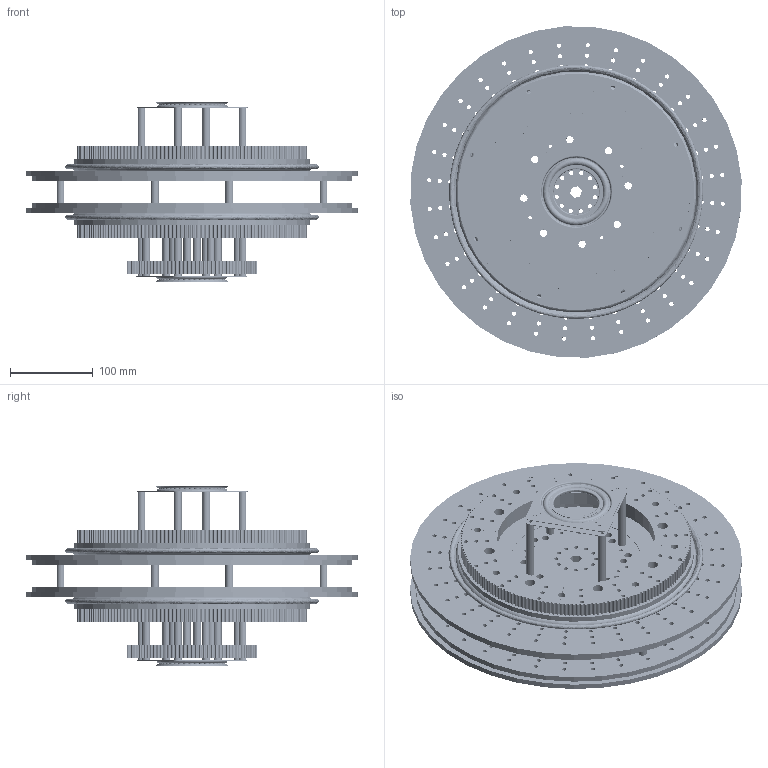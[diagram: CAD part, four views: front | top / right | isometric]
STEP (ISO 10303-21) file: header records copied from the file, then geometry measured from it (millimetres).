
FILE_DESCRIPTION(/* description */ (''),/* implementation_level */ '2;1');
FILE_NAME(/* name */ 'IntakeCCenterWheelPolyPlates.stp',/* time_stamp */ '2020-01-19T19:14:18-05:00',/* author */ ('srini'),/* organization */ (''),/* preprocessor_version */ 'ST-DEVELOPER v18',/* originating_system */ 'Autodesk Inventor 2020',/* authorisation */ '');
FILE_SCHEMA (('AUTOMOTIVE_DESIGN { 1 0 10303 214 3 1 1 }'));
Length unit declared in the file: inch
Products named in the file (15): IntakeCCenterWheelPolyPlates; IndexerPolyWheelPlateSet; IndexWheelFlatPlatesPolyInside; IndexWheelFlatPlatesPolyOutside; 12C9045G; Spacer3_8x1; IntakeCCenterWheelInterposer; 152ToothBase; Spacer3_8x2; Spacer3_8x1.27; 100ToothBase; 4C8135; MSTR 4 Inch Locking Race_7719a; MSTR 4 Inch Plain Race_2823; MSTR Suzie Ball_Balls4
Assembly tree (80 placements, depth 3):
  IntakeCCenterWheelPolyPlates
    IndexerPolyWheelPlateSet
      IndexWheelFlatPlatesPolyOutside
      IndexWheelFlatPlatesPolyInside
    IndexWheelFlatPlatesPolyInside
    IndexWheelFlatPlatesPolyOutside
    12C9045G  x2
    Spacer3_8x1  x4
    IntakeCCenterWheelInterposer  x2
    152ToothBase  x8
    Spacer3_8x2  x12
    Spacer3_8x1.27  x6
    100ToothBase
    4C8135  x2
      MSTR 4 Inch Locking Race_7719a
      MSTR 4 Inch Plain Race_2823
      MSTR Suzie Ball_Balls4
Bounding box: 400.05 x 400.05 x 217.98 mm (x, y, z)
Volume: 4838920.6 mm3; surface area: 2027502.2 mm2
Topology: 115 solids, 119 shells, 3392 faces, 10902 edges, 7624 vertices
Faces by surface type: cylinder 3044, plane 192, torus 72, sphere 72, cone 8, bspline 4
Full cylindrical faces by diameter (mm): 2.388 x16, 3.962 x16, 4.064 x64, 5.156 x50, 5.159 x784, 7.137 x16, 8.89 x152, 9.525 x22, 9.775 x16, 12.7 x32, 54.864 x2, 56.337 x2, 58.75 x2, 63.581 x2, 157.505 x2, 196.85 x2, 229.794 x2, 285.75 x2, 388.412 x2, 401.112 x2
Entity records: 51531 total; most frequent: DIRECTION 9659, CARTESIAN_POINT 9099, ORIENTED_EDGE 8218, AXIS2_PLACEMENT_3D 4215, EDGE_CURVE 4109, VERTEX_POINT 2903, CIRCLE 2878, EDGE_LOOP 2340
